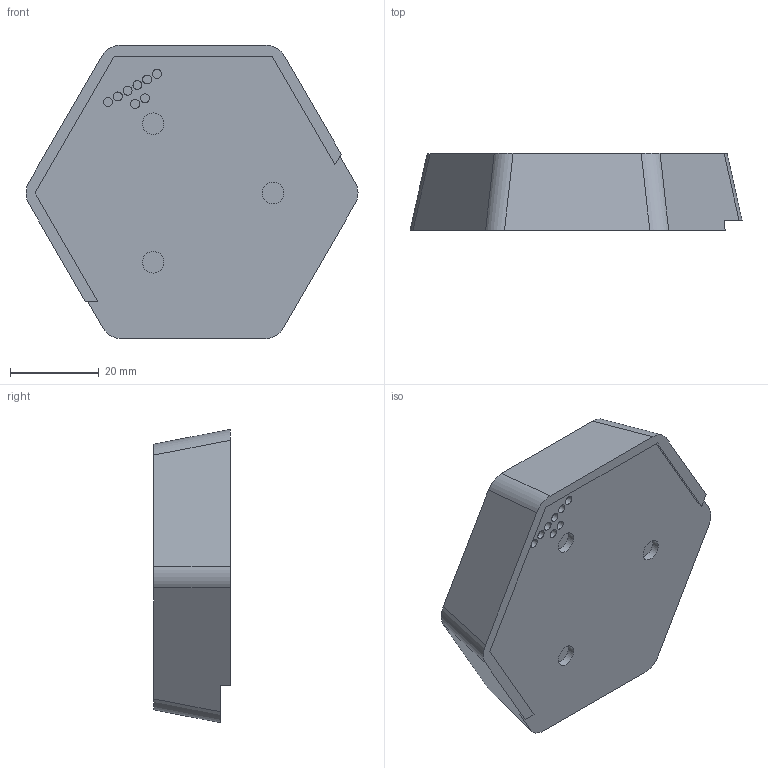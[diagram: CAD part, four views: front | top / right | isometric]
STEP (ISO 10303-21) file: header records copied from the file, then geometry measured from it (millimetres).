
FILE_DESCRIPTION(/* description */ (''),/* implementation_level */ '2;1');
FILE_NAME(/* name */ 'Main User Interface V2A.step',/* time_stamp */ '2022-12-02T21:49:58+01:00',/* author */ (''),/* organization */ (''),/* preprocessor_version */ 'ST-DEVELOPER v19.2',/* originating_system */ 'Autodesk Translation Framework v11.17.0.187',/* authorisation */ '');
FILE_SCHEMA (('AUTOMOTIVE_DESIGN { 1 0 10303 214 3 1 1 }'));
Length unit declared in the file: millimetre
Products named in the file (1): User Interface General V2.0
Bounding box: 74.73 x 17.3 x 66.03 mm (x, y, z)
Volume: 51257.2 mm3; surface area: 11231.4 mm2
Topology: 1 solids, 1 shells, 48 faces, 105 edges, 70 vertices
Faces by surface type: plane 31, cylinder 17
Full cylindrical faces by diameter (mm): 2 x8, 4.85 x3
Entity records: 1356 total; most frequent: DIRECTION 237, CARTESIAN_POINT 224, ORIENTED_EDGE 210, EDGE_CURVE 105, AXIS2_PLACEMENT_3D 83, LINE 71, VECTOR 71, VERTEX_POINT 70
